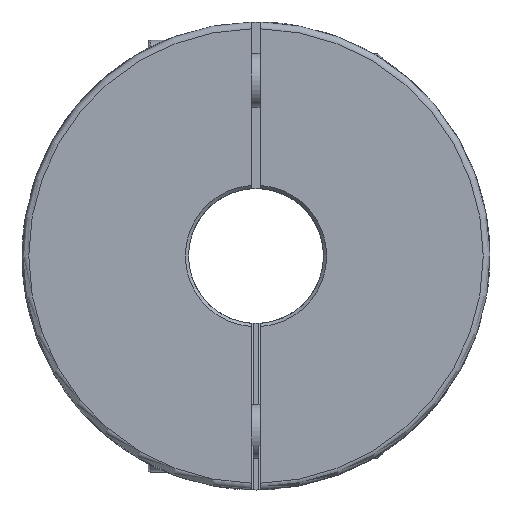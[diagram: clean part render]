
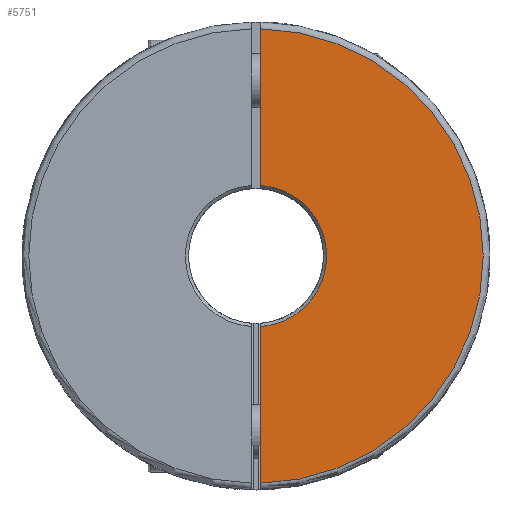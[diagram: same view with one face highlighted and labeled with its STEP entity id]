
A CAD part, left-side view. The second image highlights one B-rep face of the part: STEP entity #5751.
In plain terms, the highlighted planar face has unit normal (-1, 0, 0).
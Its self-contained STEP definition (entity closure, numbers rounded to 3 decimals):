
#157 = AXIS2_PLACEMENT_3D ( 'NONE', #1443, #3345, #6271 ) ;
#191 = CARTESIAN_POINT ( 'NONE',  ( -40.25, -1., 50.49 ) ) ;
#245 = EDGE_CURVE ( 'NONE', #2148, #3973, #4958, .T. ) ;
#542 = VERTEX_POINT ( 'NONE', #1680 ) ;
#598 = ORIENTED_EDGE ( 'NONE', *, *, #2292, .F. ) ;
#663 = DIRECTION ( 'NONE',  ( 0., 0., 1. ) ) ;
#1024 = CARTESIAN_POINT ( 'NONE',  ( -40.25, 0., 0. ) ) ;
#1364 = AXIS2_PLACEMENT_3D ( 'NONE', #6546, #4312, #4271 ) ;
#1443 = CARTESIAN_POINT ( 'NONE',  ( -40.25, 0., 0. ) ) ;
#1464 = ORIENTED_EDGE ( 'NONE', *, *, #6839, .T. ) ;
#1680 = CARTESIAN_POINT ( 'NONE',  ( -40.25, -1., -15.668 ) ) ;
#2148 = VERTEX_POINT ( 'NONE', #3428 ) ;
#2292 = EDGE_CURVE ( 'NONE', #2148, #542, #3614, .T. ) ;
#2302 = EDGE_CURVE ( 'NONE', #5774, #3973, #2915, .T. ) ;
#2732 = AXIS2_PLACEMENT_3D ( 'NONE', #1024, #8770, #8122 ) ;
#2785 = CARTESIAN_POINT ( 'NONE',  ( -40.25, -1., 0. ) ) ;
#2915 = LINE ( 'NONE', #7099, #4598 ) ;
#3261 = EDGE_LOOP ( 'NONE', ( #598, #6234, #3329, #1464 ) ) ;
#3329 = ORIENTED_EDGE ( 'NONE', *, *, #2302, .F. ) ;
#3345 = DIRECTION ( 'NONE',  ( 1., 0., 0. ) ) ;
#3428 = CARTESIAN_POINT ( 'NONE',  ( -40.25, -1., -50.49 ) ) ;
#3614 = LINE ( 'NONE', #2785, #7271 ) ;
#3973 = VERTEX_POINT ( 'NONE', #191 ) ;
#4271 = DIRECTION ( 'NONE',  ( 0., 0., -1. ) ) ;
#4312 = DIRECTION ( 'NONE',  ( 1., 0., 0. ) ) ;
#4598 = VECTOR ( 'NONE', #663, 1000. ) ;
#4907 = CIRCLE ( 'NONE', #1364, 15.7 ) ;
#4922 = CARTESIAN_POINT ( 'NONE',  ( -40.25, -1., 15.668 ) ) ;
#4958 = CIRCLE ( 'NONE', #2732, 50.5 ) ;
#4967 = PLANE ( 'NONE',  #157 ) ;
#5472 = FACE_OUTER_BOUND ( 'NONE', #3261, .T. ) ;
#5751 = ADVANCED_FACE ( 'NONE', ( #5472 ), #4967, .F. ) ;
#5774 = VERTEX_POINT ( 'NONE', #4922 ) ;
#6234 = ORIENTED_EDGE ( 'NONE', *, *, #245, .T. ) ;
#6271 = DIRECTION ( 'NONE',  ( 0., 1., 0. ) ) ;
#6546 = CARTESIAN_POINT ( 'NONE',  ( -40.25, 0., 0. ) ) ;
#6839 = EDGE_CURVE ( 'NONE', #5774, #542, #4907, .T. ) ;
#6964 = DIRECTION ( 'NONE',  ( 0., 0., 1. ) ) ;
#7099 = CARTESIAN_POINT ( 'NONE',  ( -40.25, -1., 0. ) ) ;
#7271 = VECTOR ( 'NONE', #6964, 1000. ) ;
#8122 = DIRECTION ( 'NONE',  ( 0., 0., -1. ) ) ;
#8770 = DIRECTION ( 'NONE',  ( -1., 0., 0. ) ) ;
